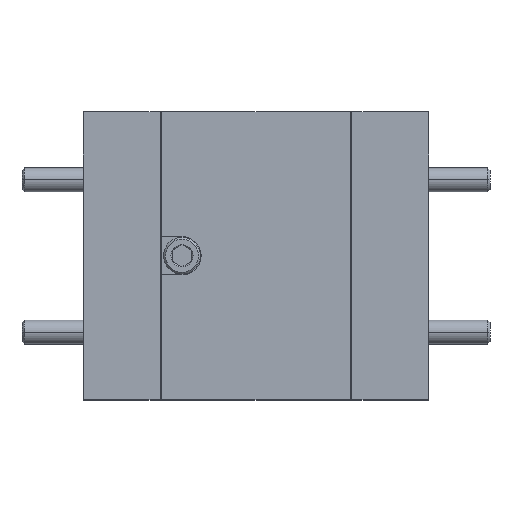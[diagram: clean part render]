
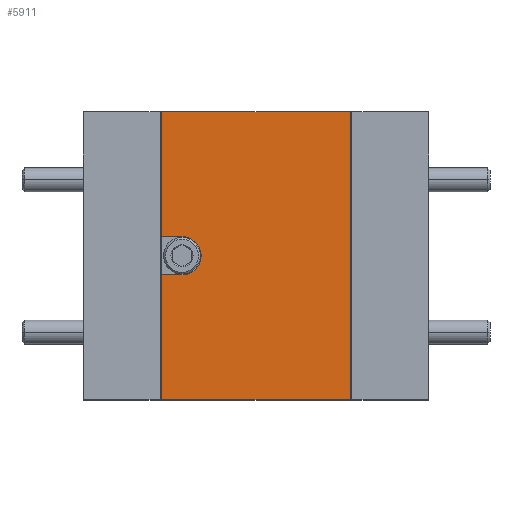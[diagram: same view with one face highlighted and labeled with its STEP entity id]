
A CAD part, top view. The second image highlights one B-rep face of the part: STEP entity #5911.
In plain terms, the highlighted planar face has unit normal (0, 0, 1).
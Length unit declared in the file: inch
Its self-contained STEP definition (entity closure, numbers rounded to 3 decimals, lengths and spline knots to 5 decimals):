
#575 = ORIENTED_EDGE ( 'NONE', *, *, #40488, .F. ) ;
#1839 = CARTESIAN_POINT ( 'NONE',  ( -0.443, -0.05, 0.375 ) ) ;
#2458 = DIRECTION ( 'NONE',  ( 0., -1., 0. ) ) ;
#3147 = LINE ( 'NONE', #17831, #32023 ) ;
#3635 = ORIENTED_EDGE ( 'NONE', *, *, #5718, .F. ) ;
#4446 = VECTOR ( 'NONE', #7423, 39.37008 ) ;
#5007 = DIRECTION ( 'NONE',  ( 0., 0., 1. ) ) ;
#5355 = DIRECTION ( 'NONE',  ( -1., 0., 0. ) ) ;
#5718 = EDGE_CURVE ( 'NONE', #34563, #37807, #11560, .T. ) ;
#5911 = ADVANCED_FACE ( 'NONE', ( #30205 ), #14071, .F. ) ;
#5921 = ORIENTED_EDGE ( 'NONE', *, *, #31959, .T. ) ;
#6104 = VECTOR ( 'NONE', #13250, 39.37008 ) ;
#6958 = CARTESIAN_POINT ( 'NONE',  ( -0.496, 0.05, 0.375 ) ) ;
#7423 = DIRECTION ( 'NONE',  ( -1., 0., 0. ) ) ;
#7595 = EDGE_CURVE ( 'NONE', #37631, #33163, #14423, .T. ) ;
#8076 = LINE ( 'NONE', #18551, #35578 ) ;
#8123 = DIRECTION ( 'NONE',  ( -1., 0., 0. ) ) ;
#8159 = EDGE_CURVE ( 'NONE', #33163, #34179, #34007, .T. ) ;
#8366 = CARTESIAN_POINT ( 'NONE',  ( -0.004, -0.375, 0.375 ) ) ;
#8827 = CARTESIAN_POINT ( 'NONE',  ( -0.496, 0.375, 0.375 ) ) ;
#9004 = VERTEX_POINT ( 'NONE', #18445 ) ;
#9469 = CIRCLE ( 'NONE', #27177, 0.05 ) ;
#10148 = EDGE_CURVE ( 'NONE', #37631, #34563, #3147, .T. ) ;
#10603 = EDGE_CURVE ( 'NONE', #9004, #17005, #9469, .T. ) ;
#11560 = LINE ( 'NONE', #8366, #15956 ) ;
#13170 = AXIS2_PLACEMENT_3D ( 'NONE', #39360, #20314, #29682 ) ;
#13250 = DIRECTION ( 'NONE',  ( -1., 0., 0. ) ) ;
#13718 = EDGE_LOOP ( 'NONE', ( #16851, #29774, #30514, #575, #5921, #3635, #15672, #24475 ) ) ;
#14071 = PLANE ( 'NONE',  #13170 ) ;
#14423 = LINE ( 'NONE', #35348, #6104 ) ;
#15672 = ORIENTED_EDGE ( 'NONE', *, *, #10148, .F. ) ;
#15956 = VECTOR ( 'NONE', #5355, 39.37008 ) ;
#16851 = ORIENTED_EDGE ( 'NONE', *, *, #8159, .T. ) ;
#17005 = VERTEX_POINT ( 'NONE', #32603 ) ;
#17831 = CARTESIAN_POINT ( 'NONE',  ( -0.004, 0.375, 0.375 ) ) ;
#18445 = CARTESIAN_POINT ( 'NONE',  ( -0.443, -0.05, 0.375 ) ) ;
#18551 = CARTESIAN_POINT ( 'NONE',  ( -0.496, 0.375, 0.375 ) ) ;
#20077 = LINE ( 'NONE', #38985, #4446 ) ;
#20284 = EDGE_CURVE ( 'NONE', #17005, #34179, #20077, .T. ) ;
#20314 = DIRECTION ( 'NONE',  ( 0., 0., -1. ) ) ;
#21790 = CARTESIAN_POINT ( 'NONE',  ( -0.496, 0.375, 0.375 ) ) ;
#21818 = LINE ( 'NONE', #1839, #22802 ) ;
#22802 = VECTOR ( 'NONE', #23663, 39.37008 ) ;
#23663 = DIRECTION ( 'NONE',  ( 1., 0., 0. ) ) ;
#24165 = VECTOR ( 'NONE', #37804, 39.37008 ) ;
#24475 = ORIENTED_EDGE ( 'NONE', *, *, #7595, .T. ) ;
#27177 = AXIS2_PLACEMENT_3D ( 'NONE', #36495, #5007, #8123 ) ;
#28154 = DIRECTION ( 'NONE',  ( 0., -1., 0. ) ) ;
#29682 = DIRECTION ( 'NONE',  ( 1., 0., 0. ) ) ;
#29774 = ORIENTED_EDGE ( 'NONE', *, *, #20284, .F. ) ;
#30205 = FACE_OUTER_BOUND ( 'NONE', #13718, .T. ) ;
#30514 = ORIENTED_EDGE ( 'NONE', *, *, #10603, .F. ) ;
#30604 = CARTESIAN_POINT ( 'NONE',  ( -0.004, -0.375, 0.375 ) ) ;
#31959 = EDGE_CURVE ( 'NONE', #38992, #37807, #8076, .T. ) ;
#32023 = VECTOR ( 'NONE', #2458, 39.37008 ) ;
#32603 = CARTESIAN_POINT ( 'NONE',  ( -0.443, 0.05, 0.375 ) ) ;
#33163 = VERTEX_POINT ( 'NONE', #8827 ) ;
#34007 = LINE ( 'NONE', #21790, #24165 ) ;
#34179 = VERTEX_POINT ( 'NONE', #6958 ) ;
#34563 = VERTEX_POINT ( 'NONE', #30604 ) ;
#35348 = CARTESIAN_POINT ( 'NONE',  ( -0.004, 0.375, 0.375 ) ) ;
#35440 = CARTESIAN_POINT ( 'NONE',  ( -0.496, -0.05, 0.375 ) ) ;
#35578 = VECTOR ( 'NONE', #28154, 39.37008 ) ;
#36495 = CARTESIAN_POINT ( 'NONE',  ( -0.443, 0., 0.375 ) ) ;
#37507 = CARTESIAN_POINT ( 'NONE',  ( -0.004, 0.375, 0.375 ) ) ;
#37631 = VERTEX_POINT ( 'NONE', #37507 ) ;
#37804 = DIRECTION ( 'NONE',  ( 0., -1., 0. ) ) ;
#37807 = VERTEX_POINT ( 'NONE', #40633 ) ;
#38985 = CARTESIAN_POINT ( 'NONE',  ( -0.443, 0.05, 0.375 ) ) ;
#38992 = VERTEX_POINT ( 'NONE', #35440 ) ;
#39360 = CARTESIAN_POINT ( 'NONE',  ( -0.004, 0.375, 0.375 ) ) ;
#40488 = EDGE_CURVE ( 'NONE', #38992, #9004, #21818, .T. ) ;
#40633 = CARTESIAN_POINT ( 'NONE',  ( -0.496, -0.375, 0.375 ) ) ;
